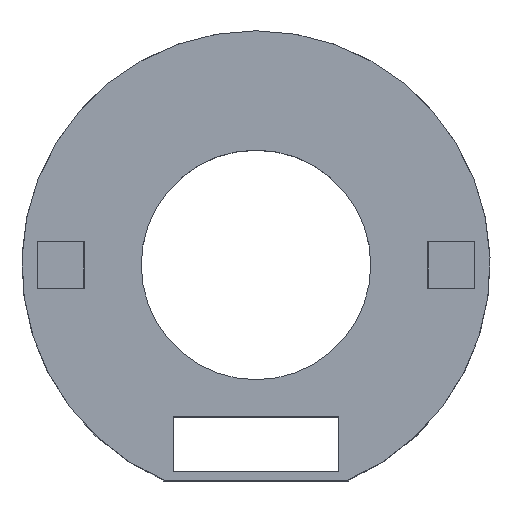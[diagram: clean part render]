
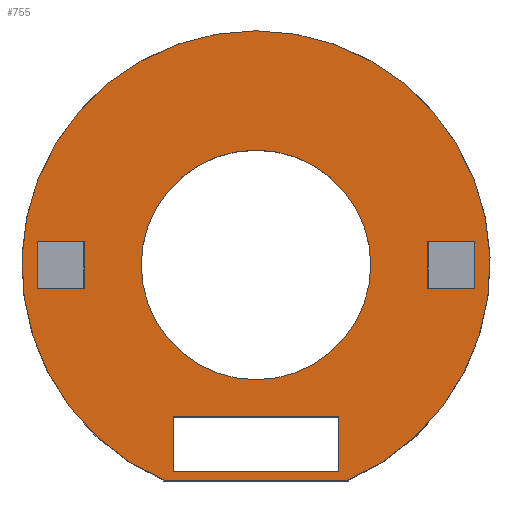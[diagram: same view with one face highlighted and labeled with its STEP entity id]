
A CAD part, top view. The second image highlights one B-rep face of the part: STEP entity #755.
In plain terms, the highlighted planar face has unit normal (0, 0, 1).
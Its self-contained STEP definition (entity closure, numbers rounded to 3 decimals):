
#16=FACE_BOUND('',#105,.T.);
#17=FACE_BOUND('',#106,.T.);
#18=FACE_BOUND('',#107,.T.);
#19=FACE_BOUND('',#108,.T.);
#32=PLANE('',#814);
#66=FACE_OUTER_BOUND('',#104,.T.);
#104=EDGE_LOOP('',(#581,#582));
#105=EDGE_LOOP('',(#583));
#106=EDGE_LOOP('',(#584,#585,#586,#587));
#107=EDGE_LOOP('',(#588,#589,#590,#591));
#108=EDGE_LOOP('',(#592,#593,#594,#595));
#172=LINE('',#1140,#269);
#176=LINE('',#1149,#273);
#180=LINE('',#1159,#277);
#181=LINE('',#1161,#278);
#182=LINE('',#1163,#279);
#183=LINE('',#1164,#280);
#184=LINE('',#1166,#281);
#185=LINE('',#1168,#282);
#186=LINE('',#1169,#283);
#187=LINE('',#1172,#284);
#188=LINE('',#1174,#285);
#189=LINE('',#1176,#286);
#190=LINE('',#1177,#287);
#269=VECTOR('',#921,10.);
#273=VECTOR('',#927,10.);
#277=VECTOR('',#935,10.);
#278=VECTOR('',#936,10.);
#279=VECTOR('',#937,10.);
#280=VECTOR('',#938,10.);
#281=VECTOR('',#939,10.);
#282=VECTOR('',#940,10.);
#283=VECTOR('',#941,10.);
#284=VECTOR('',#942,10.);
#285=VECTOR('',#943,10.);
#286=VECTOR('',#944,10.);
#287=VECTOR('',#945,10.);
#329=CIRCLE('',#796,25.);
#336=CIRCLE('',#815,51.);
#341=VERTEX_POINT('',#1044);
#380=VERTEX_POINT('',#1138);
#381=VERTEX_POINT('',#1139);
#384=VERTEX_POINT('',#1147);
#385=VERTEX_POINT('',#1148);
#388=VERTEX_POINT('',#1156);
#389=VERTEX_POINT('',#1157);
#390=VERTEX_POINT('',#1160);
#391=VERTEX_POINT('',#1162);
#392=VERTEX_POINT('',#1165);
#393=VERTEX_POINT('',#1167);
#394=VERTEX_POINT('',#1170);
#395=VERTEX_POINT('',#1171);
#396=VERTEX_POINT('',#1173);
#397=VERTEX_POINT('',#1175);
#414=EDGE_CURVE('',#341,#341,#329,.T.);
#458=EDGE_CURVE('',#380,#381,#172,.T.);
#462=EDGE_CURVE('',#384,#385,#176,.T.);
#466=EDGE_CURVE('',#388,#389,#336,.T.);
#467=EDGE_CURVE('',#389,#388,#180,.T.);
#468=EDGE_CURVE('',#381,#390,#181,.T.);
#469=EDGE_CURVE('',#390,#391,#182,.T.);
#470=EDGE_CURVE('',#391,#380,#183,.T.);
#471=EDGE_CURVE('',#392,#384,#184,.T.);
#472=EDGE_CURVE('',#385,#393,#185,.T.);
#473=EDGE_CURVE('',#393,#392,#186,.T.);
#474=EDGE_CURVE('',#394,#395,#187,.T.);
#475=EDGE_CURVE('',#395,#396,#188,.T.);
#476=EDGE_CURVE('',#396,#397,#189,.T.);
#477=EDGE_CURVE('',#397,#394,#190,.T.);
#581=ORIENTED_EDGE('',*,*,#466,.T.);
#582=ORIENTED_EDGE('',*,*,#467,.T.);
#583=ORIENTED_EDGE('',*,*,#414,.T.);
#584=ORIENTED_EDGE('',*,*,#458,.T.);
#585=ORIENTED_EDGE('',*,*,#468,.T.);
#586=ORIENTED_EDGE('',*,*,#469,.T.);
#587=ORIENTED_EDGE('',*,*,#470,.T.);
#588=ORIENTED_EDGE('',*,*,#471,.T.);
#589=ORIENTED_EDGE('',*,*,#462,.T.);
#590=ORIENTED_EDGE('',*,*,#472,.T.);
#591=ORIENTED_EDGE('',*,*,#473,.T.);
#592=ORIENTED_EDGE('',*,*,#474,.T.);
#593=ORIENTED_EDGE('',*,*,#475,.T.);
#594=ORIENTED_EDGE('',*,*,#476,.T.);
#595=ORIENTED_EDGE('',*,*,#477,.T.);
#755=ADVANCED_FACE('',(#66,#16,#17,#18,#19),#32,.T.);
#796=AXIS2_PLACEMENT_3D('',#1046,#850,#851);
#814=AXIS2_PLACEMENT_3D('',#1155,#931,#932);
#815=AXIS2_PLACEMENT_3D('',#1158,#933,#934);
#850=DIRECTION('center_axis',(0.,0.,-1.));
#851=DIRECTION('ref_axis',(1.,0.,0.));
#921=DIRECTION('',(0.,-1.,0.));
#927=DIRECTION('',(0.,1.,0.));
#931=DIRECTION('center_axis',(0.,0.,1.));
#932=DIRECTION('ref_axis',(1.,0.,0.));
#933=DIRECTION('center_axis',(0.,0.,1.));
#934=DIRECTION('ref_axis',(1.,0.,0.));
#935=DIRECTION('',(1.,0.,0.));
#936=DIRECTION('',(-1.,0.,0.));
#937=DIRECTION('',(0.,1.,0.));
#938=DIRECTION('',(1.,0.,0.));
#939=DIRECTION('',(-1.,0.,0.));
#940=DIRECTION('',(1.,0.,0.));
#941=DIRECTION('',(0.,-1.,0.));
#942=DIRECTION('',(-1.,0.,0.));
#943=DIRECTION('',(0.,1.,0.));
#944=DIRECTION('',(1.,0.,0.));
#945=DIRECTION('',(0.,-1.,0.));
#1044=CARTESIAN_POINT('',(-25.,0.,20.));
#1046=CARTESIAN_POINT('Origin',(0.,0.,20.));
#1138=CARTESIAN_POINT('',(-37.3,5.2,20.));
#1139=CARTESIAN_POINT('',(-37.3,-5.2,20.));
#1140=CARTESIAN_POINT('',(-37.3,-1.479,20.));
#1147=CARTESIAN_POINT('',(37.3,-5.2,20.));
#1148=CARTESIAN_POINT('',(37.3,5.2,20.));
#1149=CARTESIAN_POINT('',(37.3,3.521,20.));
#1155=CARTESIAN_POINT('Origin',(0.,2.043,20.));
#1156=CARTESIAN_POINT('',(20.,-46.915,20.));
#1157=CARTESIAN_POINT('',(-20.,-46.915,20.));
#1158=CARTESIAN_POINT('Origin',(0.,0.,20.));
#1159=CARTESIAN_POINT('',(20.,-46.915,20.));
#1160=CARTESIAN_POINT('',(-47.7,-5.2,20.));
#1161=CARTESIAN_POINT('',(-23.75,-5.2,20.));
#1162=CARTESIAN_POINT('',(-47.7,5.2,20.));
#1163=CARTESIAN_POINT('',(-47.7,3.521,20.));
#1164=CARTESIAN_POINT('',(-18.75,5.2,20.));
#1165=CARTESIAN_POINT('',(47.7,-5.2,20.));
#1166=CARTESIAN_POINT('',(18.75,-5.2,20.));
#1167=CARTESIAN_POINT('',(47.7,5.2,20.));
#1168=CARTESIAN_POINT('',(23.75,5.2,20.));
#1169=CARTESIAN_POINT('',(47.7,-1.479,20.));
#1170=CARTESIAN_POINT('',(18.,-45.,20.));
#1171=CARTESIAN_POINT('',(-18.,-45.,20.));
#1172=CARTESIAN_POINT('',(20.,-45.,20.));
#1173=CARTESIAN_POINT('',(-18.,-33.,20.));
#1174=CARTESIAN_POINT('',(-18.,-45.,20.));
#1175=CARTESIAN_POINT('',(18.,-33.,20.));
#1176=CARTESIAN_POINT('',(20.,-33.,20.));
#1177=CARTESIAN_POINT('',(18.,-45.,20.));
